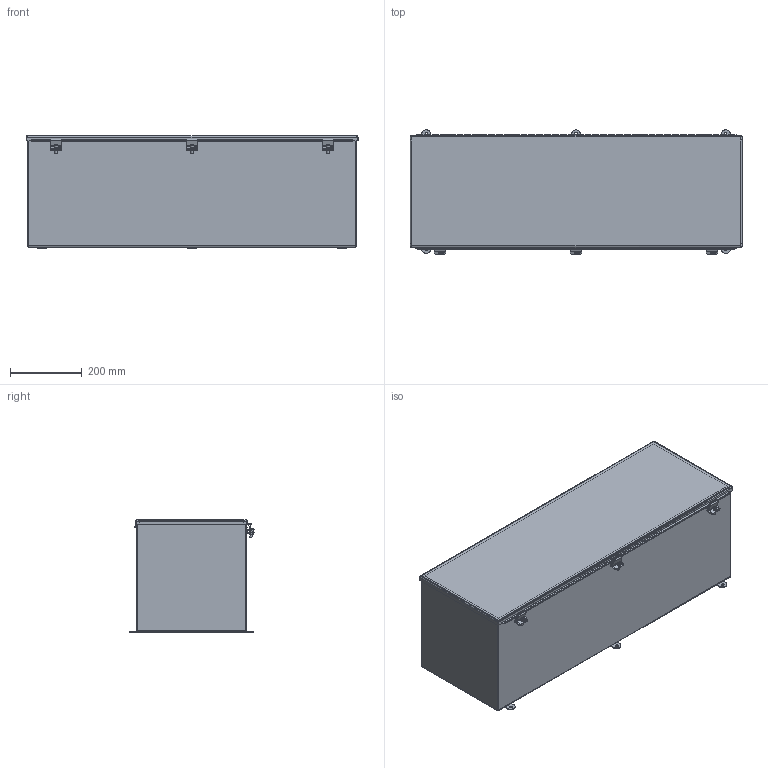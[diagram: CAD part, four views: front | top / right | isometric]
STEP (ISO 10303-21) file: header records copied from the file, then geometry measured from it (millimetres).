
FILE_DESCRIPTION (( 'STEP AP214' ), '1' );
FILE_NAME ('T121236CHSS.STEP', '2020-05-14T15:08:35', ( '' ), ( '' ), 'SwSTEP 2.0', 'SolidWorks 2019', '' );
FILE_SCHEMA (( 'AUTOMOTIVE_DESIGN' ));
Length unit declared in the file: inch
Products named in the file (1): T121236CHSS
Bounding box: 922.34 x 345.4 x 312.97 mm (x, y, z)
Volume: 2807791.3 mm3; surface area: 2953020.7 mm2
Topology: 20 solids, 20 shells, 719 faces, 1944 edges, 1278 vertices
Faces by surface type: plane 431, cylinder 249, bspline 32, torus 4, cone 3
Full cylindrical faces by diameter (mm): 2.54 x1, 2.794 x12, 2.957 x70, 4.978 x3, 6.35 x3, 7.144 x6, 8.738 x3, 10.402 x3
Entity records: 33170 total; most frequent: CARTESIAN_POINT 5530, ORIENTED_EDGE 3624, DIRECTION 3600, EDGE_CURVE 1812, VERTEX_POINT 1266, LINE 1236, VECTOR 1236, AXIS2_PLACEMENT_3D 1182
